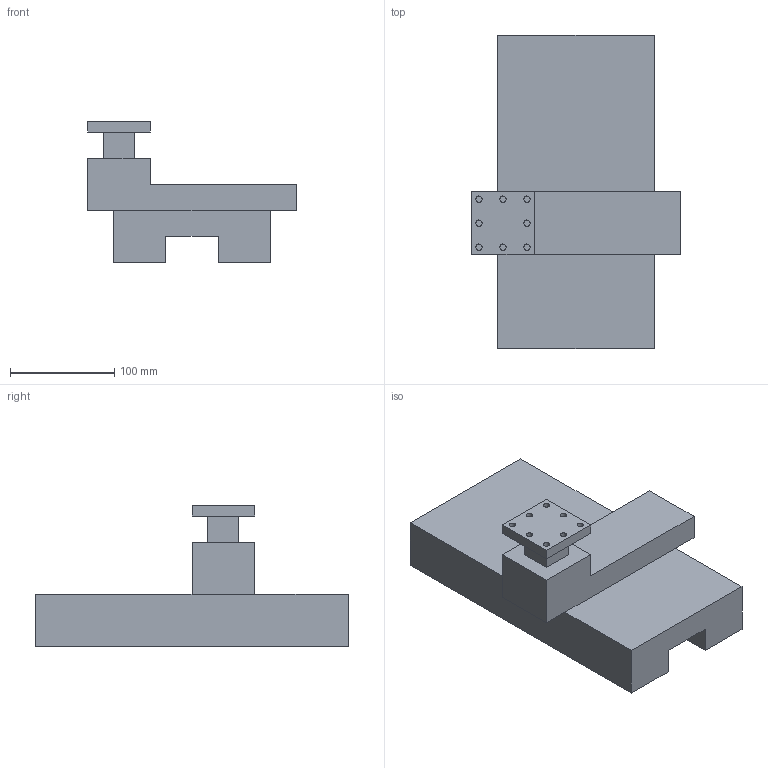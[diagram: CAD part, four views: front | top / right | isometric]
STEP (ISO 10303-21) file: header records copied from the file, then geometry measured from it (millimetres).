
FILE_DESCRIPTION(/* description */ ('Extracted from STEP assembly: asm1_242noPMI.stp'),/* implementation_level */ '2;1');
FILE_NAME(/* name */ 'part__model3',/* time_stamp */ '2018-04-25T18:51:11+08:00',/* author */ (''),/* organization */ (''),/* preprocessor_version */ 'ST-DEVELOPER v15',/* originating_system */ $,/* authorisation */ $);
FILE_SCHEMA (('AP242_MANAGED_MODEL_BASED_3D_ENGINEERING_MIM_LF'));
Length unit declared in the file: millimetre
Products named in the file (1): _model3
Bounding box: 200 x 300 x 135 mm (x, y, z)
Volume: 2321238.1 mm3; surface area: 184355.6 mm2
Topology: 1 solids, 1 shells, 38 faces, 98 edges, 64 vertices
Faces by surface type: plane 30, cylinder 8
Full cylindrical faces by diameter (mm): 6 x8
Entity records: 1157 total; most frequent: CARTESIAN_POINT 193, DIRECTION 184, ORIENTED_EDGE 180, EDGE_CURVE 90, LINE 74, VECTOR 74, VERTEX_POINT 64, EDGE_LOOP 64
